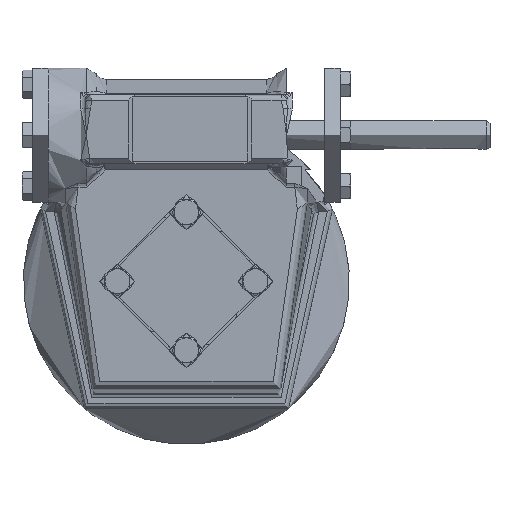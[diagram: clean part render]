
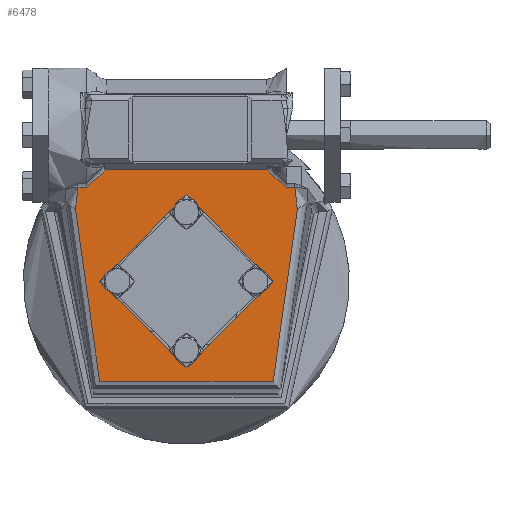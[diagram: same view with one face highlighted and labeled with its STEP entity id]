
A CAD part, top view. The second image highlights one B-rep face of the part: STEP entity #6478.
In plain terms, the highlighted planar face has unit normal (0, 0, 1).
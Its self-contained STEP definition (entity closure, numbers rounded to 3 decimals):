
#188=B_SPLINE_CURVE_WITH_KNOTS('',3,(#12910,#12911,#12912,#12913,#12914),
 .UNSPECIFIED.,.F.,.F.,(4,1,4),(0.,0.002,0.003),
 .UNSPECIFIED.);
#190=B_SPLINE_CURVE_WITH_KNOTS('',3,(#12955,#12956,#12957,#12958,#12959,
#12960,#12961),.UNSPECIFIED.,.F.,.F.,(4,1,1,1,4),(0.,0.003,
0.005,0.008,0.011),
 .UNSPECIFIED.);
#206=B_SPLINE_CURVE_WITH_KNOTS('',3,(#13421,#13422,#13423,#13424,#13425),
 .UNSPECIFIED.,.F.,.F.,(4,1,4),(0.,0.002,0.003),
 .UNSPECIFIED.);
#208=B_SPLINE_CURVE_WITH_KNOTS('',3,(#13484,#13485,#13486,#13487,#13488,
#13489,#13490),.UNSPECIFIED.,.F.,.F.,(4,1,1,1,4),(0.,0.003,
0.005,0.008,0.011),
 .UNSPECIFIED.);
#238=B_SPLINE_CURVE_WITH_KNOTS('',3,(#14456,#14457,#14458,#14459,#14460,
#14461),.UNSPECIFIED.,.F.,.F.,(4,1,1,4),(0.001,0.004,
0.007,0.013),.UNSPECIFIED.);
#241=B_SPLINE_CURVE_WITH_KNOTS('',3,(#14636,#14637,#14638,#14639,#14640,
#14641,#14642),.UNSPECIFIED.,.F.,.F.,(4,1,1,1,4),(0.,0.003,
0.006,0.009,0.012),
 .UNSPECIFIED.);
#930=CIRCLE('',#7251,69.);
#959=CIRCLE('',#7294,45.125);
#2181=ORIENTED_EDGE('',*,*,#3274,.T.);
#2182=ORIENTED_EDGE('',*,*,#3271,.T.);
#2183=ORIENTED_EDGE('',*,*,#3461,.T.);
#2184=ORIENTED_EDGE('',*,*,#3302,.T.);
#2185=ORIENTED_EDGE('',*,*,#3305,.T.);
#2186=ORIENTED_EDGE('',*,*,#3308,.T.);
#2187=ORIENTED_EDGE('',*,*,#3362,.T.);
#2188=ORIENTED_EDGE('',*,*,#3366,.T.);
#2189=ORIENTED_EDGE('',*,*,#3369,.T.);
#2190=ORIENTED_EDGE('',*,*,#3277,.T.);
#2191=ORIENTED_EDGE('',*,*,#3464,.T.);
#3271=EDGE_CURVE('',#4135,#4133,#188,.T.);
#3274=EDGE_CURVE('',#4137,#4135,#190,.T.);
#3277=EDGE_CURVE('',#4139,#4137,#4610,.F.);
#3302=EDGE_CURVE('',#4156,#4158,#206,.T.);
#3305=EDGE_CURVE('',#4158,#4160,#208,.T.);
#3308=EDGE_CURVE('',#4160,#4162,#4611,.T.);
#3362=EDGE_CURVE('',#4162,#4206,#238,.T.);
#3366=EDGE_CURVE('',#4206,#4209,#930,.F.);
#3369=EDGE_CURVE('',#4209,#4139,#241,.T.);
#3461=EDGE_CURVE('',#4133,#4156,#4623,.T.);
#3464=EDGE_CURVE('',#4257,#4257,#959,.T.);
#4133=VERTEX_POINT('',#12860);
#4135=VERTEX_POINT('',#12903);
#4137=VERTEX_POINT('',#12946);
#4139=VERTEX_POINT('',#12964);
#4156=VERTEX_POINT('',#13377);
#4158=VERTEX_POINT('',#13420);
#4160=VERTEX_POINT('',#13483);
#4162=VERTEX_POINT('',#13501);
#4206=VERTEX_POINT('',#14462);
#4209=VERTEX_POINT('',#14483);
#4257=VERTEX_POINT('',#16072);
#4610=LINE('',#12967,#4892);
#4611=LINE('',#13502,#4893);
#4623=LINE('',#16066,#4905);
#4892=VECTOR('',#8374,1000.);
#4893=VECTOR('',#8397,1000.);
#4905=VECTOR('',#8555,1000.);
#5385=EDGE_LOOP('',(#2181,#2182,#2183,#2184,#2185,#2186,#2187,#2188,#2189,
#2190));
#5386=EDGE_LOOP('',(#2191));
#5895=FACE_BOUND('',#5385,.T.);
#5896=FACE_BOUND('',#5386,.T.);
#6133=PLANE('',#7324);
#6478=ADVANCED_FACE('',(#5895,#5896),#6133,.F.);
#7251=AXIS2_PLACEMENT_3D('',#14484,#8465,#8466);
#7294=AXIS2_PLACEMENT_3D('',#16071,#8561,#8562);
#7324=AXIS2_PLACEMENT_3D('',#16222,#8623,#8624);
#8374=DIRECTION('',(1.,0.,0.));
#8397=DIRECTION('',(-1.,0.,0.));
#8465=DIRECTION('',(0.,0.,-1.));
#8466=DIRECTION('',(-1.,0.,0.));
#8555=DIRECTION('',(-1.,0.,0.));
#8561=DIRECTION('',(0.,0.,-1.));
#8562=DIRECTION('',(0.,-1.,0.));
#8623=DIRECTION('',(0.,0.,-1.));
#8624=DIRECTION('',(-1.,0.,0.));
#12860=CARTESIAN_POINT('',(42.386,58.225,23.5));
#12903=CARTESIAN_POINT('',(44.501,55.679,23.5));
#12910=CARTESIAN_POINT('',(44.501,55.679,23.5));
#12911=CARTESIAN_POINT('',(44.31,56.218,23.5));
#12912=CARTESIAN_POINT('',(43.812,57.229,23.5));
#12913=CARTESIAN_POINT('',(42.934,58.041,23.5));
#12914=CARTESIAN_POINT('',(42.386,58.225,23.5));
#12946=CARTESIAN_POINT('',(52.2,49.036,23.5));
#12955=CARTESIAN_POINT('',(52.2,49.036,23.5));
#12956=CARTESIAN_POINT('',(51.285,49.036,23.5));
#12957=CARTESIAN_POINT('',(49.494,49.433,23.5));
#12958=CARTESIAN_POINT('',(47.221,51.01,23.5));
#12959=CARTESIAN_POINT('',(45.558,53.17,23.5));
#12960=CARTESIAN_POINT('',(44.805,54.823,23.5));
#12961=CARTESIAN_POINT('',(44.501,55.679,23.5));
#12964=CARTESIAN_POINT('',(56.568,49.036,23.5));
#12967=CARTESIAN_POINT('',(52.2,49.036,23.5));
#13377=CARTESIAN_POINT('',(-42.386,58.225,23.5));
#13420=CARTESIAN_POINT('',(-44.501,55.679,23.5));
#13421=CARTESIAN_POINT('',(-42.386,58.225,23.5));
#13422=CARTESIAN_POINT('',(-42.934,58.041,23.5));
#13423=CARTESIAN_POINT('',(-43.798,57.247,23.5));
#13424=CARTESIAN_POINT('',(-44.31,56.218,23.5));
#13425=CARTESIAN_POINT('',(-44.501,55.679,23.5));
#13483=CARTESIAN_POINT('',(-52.2,49.036,23.5));
#13484=CARTESIAN_POINT('',(-44.501,55.679,23.5));
#13485=CARTESIAN_POINT('',(-44.805,54.823,23.5));
#13486=CARTESIAN_POINT('',(-45.545,53.193,23.5));
#13487=CARTESIAN_POINT('',(-47.214,51.016,23.5));
#13488=CARTESIAN_POINT('',(-49.484,49.437,23.5));
#13489=CARTESIAN_POINT('',(-51.283,49.036,23.5));
#13490=CARTESIAN_POINT('',(-52.2,49.036,23.5));
#13501=CARTESIAN_POINT('',(-56.568,49.036,23.5));
#13502=CARTESIAN_POINT('',(-57.281,49.036,23.5));
#14456=CARTESIAN_POINT('',(-56.568,49.036,23.5));
#14457=CARTESIAN_POINT('',(-56.159,48.133,23.5));
#14458=CARTESIAN_POINT('',(-55.667,46.166,23.5));
#14459=CARTESIAN_POINT('',(-55.738,42.158,23.5));
#14460=CARTESIAN_POINT('',(-56.767,39.276,23.5));
#14461=CARTESIAN_POINT('',(-57.861,37.591,23.5));
#14462=CARTESIAN_POINT('',(-57.861,37.591,23.5));
#14483=CARTESIAN_POINT('',(57.861,37.591,23.5));
#14484=CARTESIAN_POINT('',(0.,0.,23.5));
#14636=CARTESIAN_POINT('',(57.861,37.591,23.5));
#14637=CARTESIAN_POINT('',(57.312,38.436,23.5));
#14638=CARTESIAN_POINT('',(56.436,40.215,23.5));
#14639=CARTESIAN_POINT('',(55.718,43.158,23.5));
#14640=CARTESIAN_POINT('',(55.668,46.153,23.5));
#14641=CARTESIAN_POINT('',(56.151,48.116,23.5));
#14642=CARTESIAN_POINT('',(56.568,49.036,23.5));
#16066=CARTESIAN_POINT('',(0.,58.225,23.5));
#16071=CARTESIAN_POINT('',(0.,0.,23.5));
#16072=CARTESIAN_POINT('',(0.,-45.125,23.5));
#16222=CARTESIAN_POINT('',(0.,0.,23.5));
